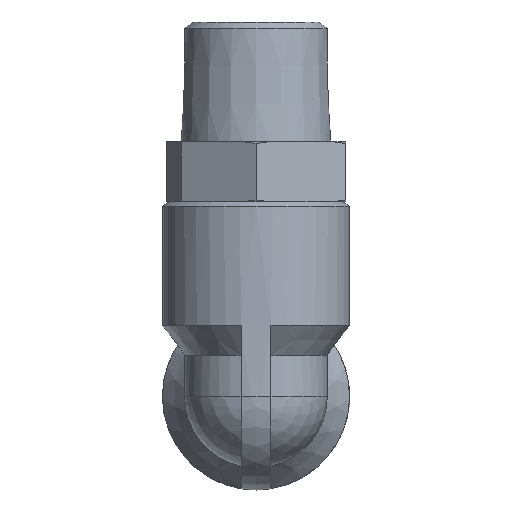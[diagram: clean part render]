
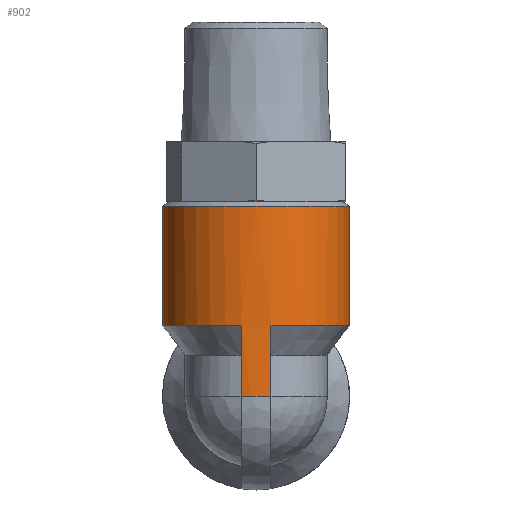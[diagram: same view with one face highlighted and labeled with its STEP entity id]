
A CAD part, left-side view. The second image highlights one B-rep face of the part: STEP entity #902.
In plain terms, the highlighted cylindrical face has radius 6.25 mm (diameter 12.5 mm), a full revolution.
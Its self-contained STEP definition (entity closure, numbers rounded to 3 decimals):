
#101=LINE('',#1443,#136);
#102=LINE('',#1447,#137);
#103=LINE('',#1450,#138);
#104=LINE('',#1454,#139);
#136=VECTOR('',#1137,1000.);
#137=VECTOR('',#1140,1000.);
#138=VECTOR('',#1143,1000.);
#139=VECTOR('',#1146,1000.);
#172=ELLIPSE('',#989,8.839,6.25);
#173=ELLIPSE('',#992,8.839,6.25);
#174=ELLIPSE('',#993,8.839,6.25);
#194=ORIENTED_EDGE('',*,*,#447,.F.);
#195=ORIENTED_EDGE('',*,*,#448,.F.);
#196=ORIENTED_EDGE('',*,*,#449,.T.);
#197=ORIENTED_EDGE('',*,*,#450,.T.);
#198=ORIENTED_EDGE('',*,*,#451,.T.);
#199=ORIENTED_EDGE('',*,*,#452,.F.);
#200=ORIENTED_EDGE('',*,*,#445,.T.);
#201=ORIENTED_EDGE('',*,*,#453,.F.);
#202=ORIENTED_EDGE('',*,*,#454,.F.);
#203=ORIENTED_EDGE('',*,*,#455,.F.);
#204=ORIENTED_EDGE('',*,*,#456,.T.);
#445=EDGE_CURVE('',#572,#571,#656,.T.);
#447=EDGE_CURVE('',#573,#573,#657,.T.);
#448=EDGE_CURVE('',#574,#575,#172,.F.);
#449=EDGE_CURVE('',#574,#576,#658,.T.);
#450=EDGE_CURVE('',#576,#577,#101,.T.);
#451=EDGE_CURVE('',#577,#578,#659,.T.);
#452=EDGE_CURVE('',#572,#578,#102,.T.);
#453=EDGE_CURVE('',#579,#571,#173,.F.);
#454=EDGE_CURVE('',#580,#579,#103,.F.);
#455=EDGE_CURVE('',#581,#580,#174,.T.);
#456=EDGE_CURVE('',#581,#575,#104,.F.);
#571=VERTEX_POINT('',#1428);
#572=VERTEX_POINT('',#1430);
#573=VERTEX_POINT('',#1437);
#574=VERTEX_POINT('',#1439);
#575=VERTEX_POINT('',#1440);
#576=VERTEX_POINT('',#1442);
#577=VERTEX_POINT('',#1444);
#578=VERTEX_POINT('',#1446);
#579=VERTEX_POINT('',#1449);
#580=VERTEX_POINT('',#1451);
#581=VERTEX_POINT('',#1453);
#656=CIRCLE('',#986,6.25);
#657=CIRCLE('',#988,6.25);
#658=CIRCLE('',#990,6.25);
#659=CIRCLE('',#991,6.25);
#710=EDGE_LOOP('',(#194));
#711=EDGE_LOOP('',(#195,#196,#197,#198,#199,#200,#201,#202,#203,#204));
#800=FACE_BOUND('',#710,.T.);
#801=FACE_BOUND('',#711,.T.);
#888=CYLINDRICAL_SURFACE('',#987,6.25);
#902=ADVANCED_FACE('',(#800,#801),#888,.T.);
#986=AXIS2_PLACEMENT_3D('',#1429,#1127,#1128);
#987=AXIS2_PLACEMENT_3D('',#1435,#1129,#1130);
#988=AXIS2_PLACEMENT_3D('',#1436,#1131,#1132);
#989=AXIS2_PLACEMENT_3D('',#1438,#1133,#1134);
#990=AXIS2_PLACEMENT_3D('',#1441,#1135,#1136);
#991=AXIS2_PLACEMENT_3D('',#1445,#1138,#1139);
#992=AXIS2_PLACEMENT_3D('',#1448,#1141,#1142);
#993=AXIS2_PLACEMENT_3D('',#1452,#1144,#1145);
#1127=DIRECTION('',(0.,0.,1.));
#1128=DIRECTION('',(1.,0.,0.));
#1129=DIRECTION('',(0.,0.,1.));
#1130=DIRECTION('',(1.,0.,0.));
#1131=DIRECTION('',(0.,0.,1.));
#1132=DIRECTION('',(1.,0.,0.));
#1133=DIRECTION('',(-0.707,0.,0.707));
#1134=DIRECTION('',(0.707,0.,0.707));
#1135=DIRECTION('',(0.,0.,1.));
#1136=DIRECTION('',(1.,0.,0.));
#1137=DIRECTION('',(0.,0.,-1.));
#1138=DIRECTION('',(0.,0.,1.));
#1139=DIRECTION('',(1.,0.,0.));
#1140=DIRECTION('',(0.,0.,-1.));
#1141=DIRECTION('',(-0.707,0.,0.707));
#1142=DIRECTION('',(0.707,0.,0.707));
#1143=DIRECTION('',(0.,0.,1.));
#1144=DIRECTION('',(-0.707,0.,-0.707));
#1145=DIRECTION('',(-0.707,0.,0.707));
#1146=DIRECTION('',(0.,0.,1.));
#1428=CARTESIAN_POINT('',(4.75,-4.062,4.75));
#1429=CARTESIAN_POINT('',(0.,0.,4.75));
#1430=CARTESIAN_POINT('',(-6.169,-1.,4.75));
#1435=CARTESIAN_POINT('',(0.,0.,25.));
#1436=CARTESIAN_POINT('',(0.,0.,12.7));
#1437=CARTESIAN_POINT('',(6.25,0.,12.7));
#1438=CARTESIAN_POINT('',(0.,0.,0.));
#1439=CARTESIAN_POINT('',(4.75,4.062,4.75));
#1440=CARTESIAN_POINT('',(6.169,1.,6.169));
#1441=CARTESIAN_POINT('',(0.,0.,4.75));
#1442=CARTESIAN_POINT('',(-6.169,1.,4.75));
#1443=CARTESIAN_POINT('',(-6.169,1.,4.75));
#1444=CARTESIAN_POINT('',(-6.169,1.,0.));
#1445=CARTESIAN_POINT('',(0.,0.,0.));
#1446=CARTESIAN_POINT('',(-6.169,-1.,0.));
#1447=CARTESIAN_POINT('',(-6.169,-1.,4.75));
#1448=CARTESIAN_POINT('',(0.,0.,0.));
#1449=CARTESIAN_POINT('',(6.169,-1.,6.169));
#1450=CARTESIAN_POINT('',(6.169,-1.,25.));
#1451=CARTESIAN_POINT('',(6.169,-1.,9.033));
#1452=CARTESIAN_POINT('',(0.,0.,15.203));
#1453=CARTESIAN_POINT('',(6.169,1.,9.033));
#1454=CARTESIAN_POINT('',(6.169,1.,25.));
